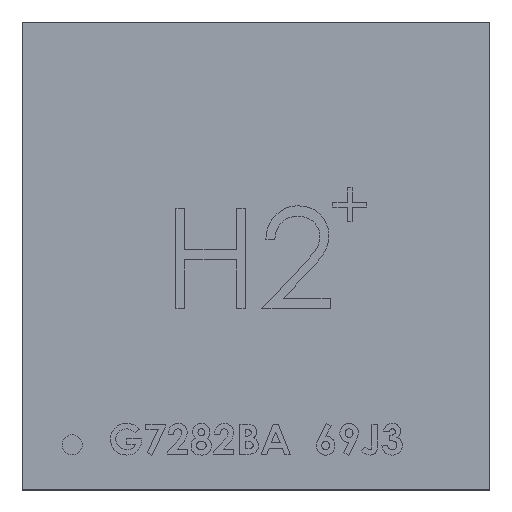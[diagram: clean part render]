
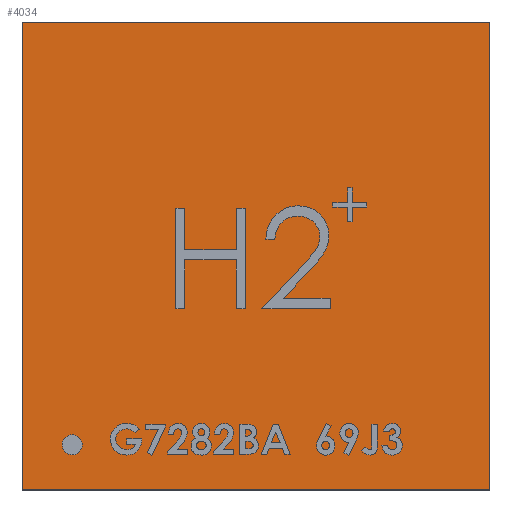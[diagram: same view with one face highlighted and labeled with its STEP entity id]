
A CAD part, top view. The second image highlights one B-rep face of the part: STEP entity #4034.
In plain terms, the highlighted planar face has unit normal (0, 0, 1).
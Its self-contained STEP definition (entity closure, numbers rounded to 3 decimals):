
#144 = VECTOR ( 'NONE', #10684, 1000. ) ;
#379 = CARTESIAN_POINT ( 'NONE',  ( 14., 0., 0.89 ) ) ;
#536 = LINE ( 'NONE', #4863, #10820 ) ;
#657 = CARTESIAN_POINT ( 'NONE',  ( 0., 14., 0.89 ) ) ;
#769 = VECTOR ( 'NONE', #3142, 1000. ) ;
#856 = CARTESIAN_POINT ( 'NONE',  ( 0., 0., 0.89 ) ) ;
#1045 = ORIENTED_EDGE ( 'NONE', *, *, #9818, .T. ) ;
#1548 = DIRECTION ( 'NONE',  ( -1., 0., 0. ) ) ;
#2230 = LINE ( 'NONE', #657, #7259 ) ;
#2456 = DIRECTION ( 'NONE',  ( 0., 0., -1. ) ) ;
#3007 = EDGE_CURVE ( 'NONE', #5903, #6724, #536, .T. ) ;
#3091 = LINE ( 'NONE', #7501, #144 ) ;
#3142 = DIRECTION ( 'NONE',  ( 0., 1., 0. ) ) ;
#4034 = ADVANCED_FACE ( 'NONE', ( #7695 ), #9262, .F. ) ;
#4185 = VERTEX_POINT ( 'NONE', #9625 ) ;
#4863 = CARTESIAN_POINT ( 'NONE',  ( 0., 0., 0.89 ) ) ;
#5602 = EDGE_CURVE ( 'NONE', #6139, #5903, #3091, .T. ) ;
#5903 = VERTEX_POINT ( 'NONE', #856 ) ;
#6139 = VERTEX_POINT ( 'NONE', #9212 ) ;
#6605 = LINE ( 'NONE', #10790, #769 ) ;
#6724 = VERTEX_POINT ( 'NONE', #379 ) ;
#6821 = EDGE_CURVE ( 'NONE', #6724, #4185, #6605, .T. ) ;
#7259 = VECTOR ( 'NONE', #7436, 1000. ) ;
#7295 = ORIENTED_EDGE ( 'NONE', *, *, #3007, .T. ) ;
#7436 = DIRECTION ( 'NONE',  ( -1., 0., 0. ) ) ;
#7483 = DIRECTION ( 'NONE',  ( 1., 0., 0. ) ) ;
#7501 = CARTESIAN_POINT ( 'NONE',  ( 0., 0., 0.89 ) ) ;
#7695 = FACE_OUTER_BOUND ( 'NONE', #10066, .T. ) ;
#8480 = CARTESIAN_POINT ( 'NONE',  ( 0., 0., 0.89 ) ) ;
#9212 = CARTESIAN_POINT ( 'NONE',  ( 0., 14., 0.89 ) ) ;
#9262 = PLANE ( 'NONE',  #9460 ) ;
#9460 = AXIS2_PLACEMENT_3D ( 'NONE', #8480, #2456, #1548 ) ;
#9625 = CARTESIAN_POINT ( 'NONE',  ( 14., 14., 0.89 ) ) ;
#9818 = EDGE_CURVE ( 'NONE', #4185, #6139, #2230, .T. ) ;
#10066 = EDGE_LOOP ( 'NONE', ( #10690, #7295, #10645, #1045 ) ) ;
#10645 = ORIENTED_EDGE ( 'NONE', *, *, #6821, .T. ) ;
#10684 = DIRECTION ( 'NONE',  ( 0., -1., 0. ) ) ;
#10690 = ORIENTED_EDGE ( 'NONE', *, *, #5602, .T. ) ;
#10790 = CARTESIAN_POINT ( 'NONE',  ( 14., 0., 0.89 ) ) ;
#10820 = VECTOR ( 'NONE', #7483, 1000. ) ;
